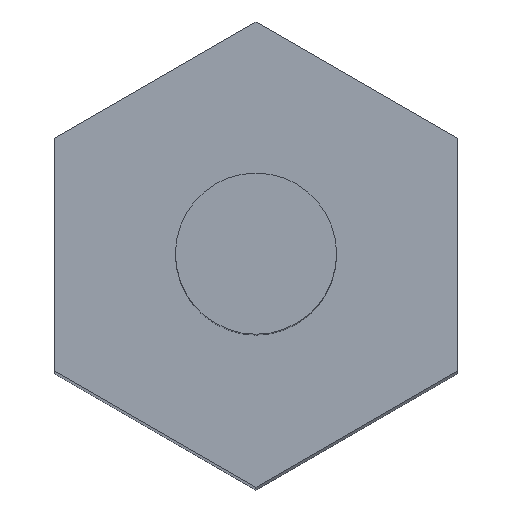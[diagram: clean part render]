
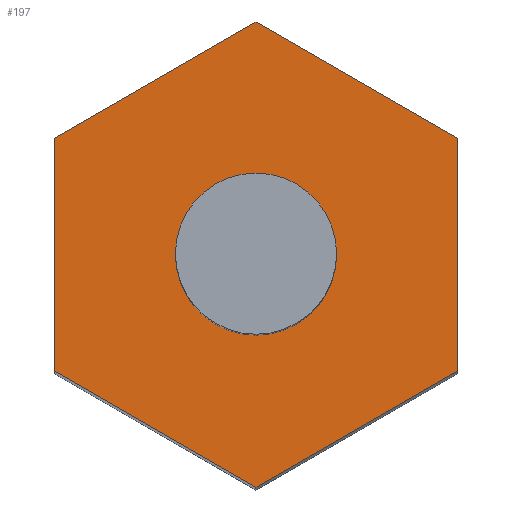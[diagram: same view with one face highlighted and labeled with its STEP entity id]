
A CAD part, top view. The second image highlights one B-rep face of the part: STEP entity #197.
In plain terms, the highlighted planar face has unit normal (0, 0, 1).
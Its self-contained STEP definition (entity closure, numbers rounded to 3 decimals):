
#15=FACE_BOUND('',#50,.T.);
#25=PLANE('',#227);
#37=FACE_OUTER_BOUND('',#49,.T.);
#49=EDGE_LOOP('',(#171,#172,#173,#174,#175,#176));
#50=EDGE_LOOP('',(#177));
#57=LINE('',#305,#77);
#60=LINE('',#311,#80);
#63=LINE('',#317,#83);
#66=LINE('',#323,#86);
#69=LINE('',#329,#89);
#72=LINE('',#333,#92);
#77=VECTOR('',#253,10.);
#80=VECTOR('',#258,10.);
#83=VECTOR('',#263,10.);
#86=VECTOR('',#268,10.);
#89=VECTOR('',#273,10.);
#92=VECTOR('',#278,10.);
#96=CIRCLE('',#219,0.6);
#100=VERTEX_POINT('',#294);
#103=VERTEX_POINT('',#302);
#104=VERTEX_POINT('',#304);
#106=VERTEX_POINT('',#310);
#108=VERTEX_POINT('',#316);
#110=VERTEX_POINT('',#322);
#112=VERTEX_POINT('',#328);
#118=EDGE_CURVE('',#100,#100,#96,.T.);
#121=EDGE_CURVE('',#104,#103,#57,.T.);
#124=EDGE_CURVE('',#106,#104,#60,.T.);
#127=EDGE_CURVE('',#108,#106,#63,.T.);
#130=EDGE_CURVE('',#110,#108,#66,.T.);
#133=EDGE_CURVE('',#112,#110,#69,.T.);
#136=EDGE_CURVE('',#103,#112,#72,.T.);
#171=ORIENTED_EDGE('',*,*,#136,.T.);
#172=ORIENTED_EDGE('',*,*,#133,.T.);
#173=ORIENTED_EDGE('',*,*,#130,.T.);
#174=ORIENTED_EDGE('',*,*,#127,.T.);
#175=ORIENTED_EDGE('',*,*,#124,.T.);
#176=ORIENTED_EDGE('',*,*,#121,.T.);
#177=ORIENTED_EDGE('',*,*,#118,.T.);
#197=ADVANCED_FACE('',(#37,#15),#25,.T.);
#219=AXIS2_PLACEMENT_3D('',#296,#245,#246);
#227=AXIS2_PLACEMENT_3D('',#334,#279,#280);
#245=DIRECTION('center_axis',(0.,0.,-1.));
#246=DIRECTION('ref_axis',(-1.,0.,0.));
#253=DIRECTION('',(-0.866,-0.5,0.));
#258=DIRECTION('',(-0.866,0.5,0.));
#263=DIRECTION('',(0.,1.,0.));
#268=DIRECTION('',(0.866,0.5,0.));
#273=DIRECTION('',(0.866,-0.5,0.));
#278=DIRECTION('',(0.,-1.,0.));
#279=DIRECTION('center_axis',(0.,0.,1.));
#280=DIRECTION('ref_axis',(1.,0.,0.));
#294=CARTESIAN_POINT('',(0.6,0.,12.));
#296=CARTESIAN_POINT('Origin',(0.,0.,12.));
#302=CARTESIAN_POINT('',(-1.5,0.866,12.));
#304=CARTESIAN_POINT('',(0.,1.732,12.));
#305=CARTESIAN_POINT('',(0.,1.732,12.));
#310=CARTESIAN_POINT('',(1.5,0.866,12.));
#311=CARTESIAN_POINT('',(1.5,0.866,12.));
#316=CARTESIAN_POINT('',(1.5,-0.866,12.));
#317=CARTESIAN_POINT('',(1.5,-0.866,12.));
#322=CARTESIAN_POINT('',(0.,-1.732,12.));
#323=CARTESIAN_POINT('',(0.,-1.732,12.));
#328=CARTESIAN_POINT('',(-1.5,-0.866,12.));
#329=CARTESIAN_POINT('',(-1.5,-0.866,12.));
#333=CARTESIAN_POINT('',(-1.5,0.866,12.));
#334=CARTESIAN_POINT('Origin',(0.,0.,12.));
